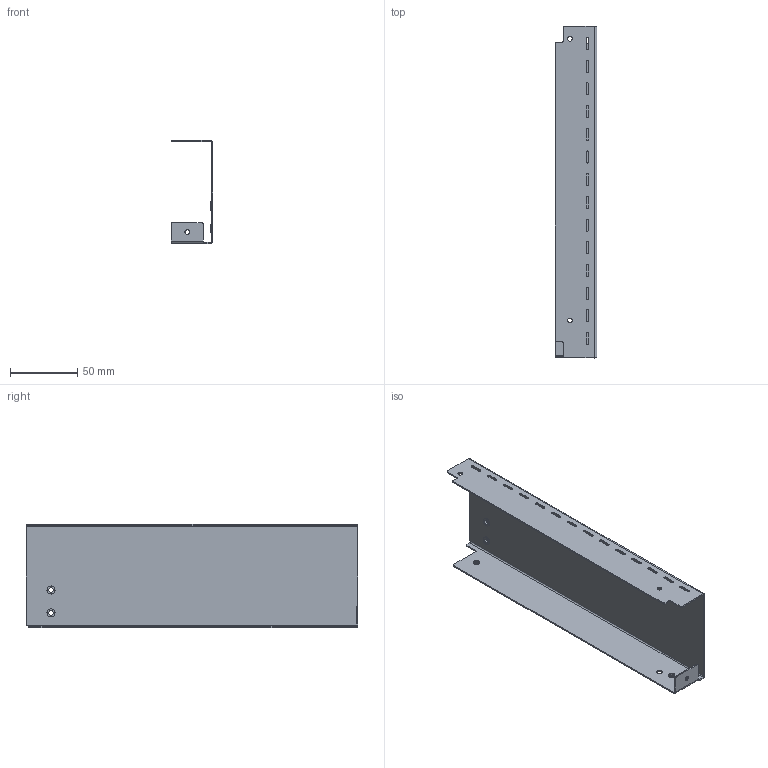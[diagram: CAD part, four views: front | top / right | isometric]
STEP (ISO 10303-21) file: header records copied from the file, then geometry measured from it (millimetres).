
FILE_DESCRIPTION (( 'STEP AP203' ), '1' );
FILE_NAME ('SL1-012-MA_v003 PLECH VNITRNI U PRAVY.STEP', '2019-05-06T06:09:19', ( '' ), ( '' ), 'SwSTEP 2.0', 'SolidWorks 2017', '' );
FILE_SCHEMA (( 'CONFIG_CONTROL_DESIGN' ));
Length unit declared in the file: millimetre
Products named in the file (1): SL1-012-MA_v003 PLECH VNITRNI U PRAVY
Bounding box: 31 x 246.3 x 76.8 mm (x, y, z)
Volume: 32989.3 mm3; surface area: 67121 mm2
Topology: 1 solids, 1 shells, 135 faces, 363 edges, 234 vertices
Faces by surface type: cylinder 68, plane 67
Entity records: 4406 total; most frequent: DIRECTION 771, CARTESIAN_POINT 733, ORIENTED_EDGE 726, EDGE_CURVE 363, AXIS2_PLACEMENT_3D 272, VERTEX_POINT 234, VECTOR 227, LINE 227
